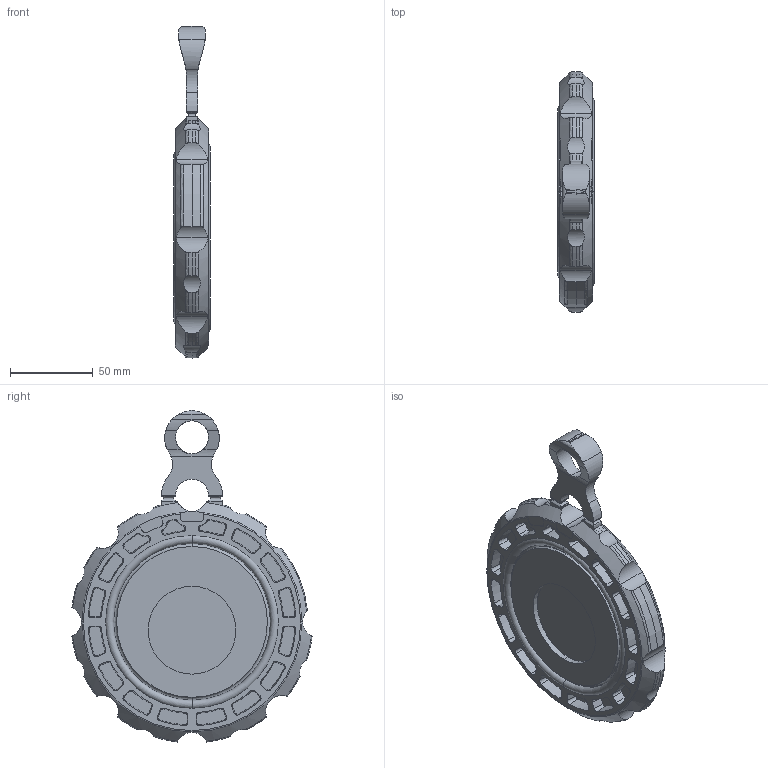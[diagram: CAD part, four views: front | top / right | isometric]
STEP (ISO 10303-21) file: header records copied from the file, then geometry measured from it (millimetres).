
FILE_DESCRIPTION(('STEP AP214'),'1');
FILE_NAME('cctmp_B81C4996-3A63-4A49-BE7F-3DF62CFF5330_2018_12_7_13_43_39_712..stp','2018-12-07T12:43:40',('Praher Valves GmbH'),('CADClick - www.CADClick.com'),'Spatial InterOp 3D',' ','unknown authorization');
FILE_SCHEMA(('AUTOMOTIVE_DESIGN'));
Length unit declared in the file: millimetre
Products named in the file (1): 1
Bounding box: 22.04 x 144.95 x 200.38 mm (x, y, z)
Volume: 253992.4 mm3; surface area: 66077.1 mm2
Topology: 1 solids, 1 shells, 615 faces, 1725 edges, 1128 vertices
Faces by surface type: plane 191, cone 154, cylinder 153, torus 117
Entity records: 28516 total; most frequent: CARTESIAN_POINT 7618, ORIENTED_EDGE 3450, DIRECTION 3383, EDGE_CURVE 1725, AXIS2_PLACEMENT_3D 1366, VERTEX_POINT 1128, CIRCLE 708, LINE 651
